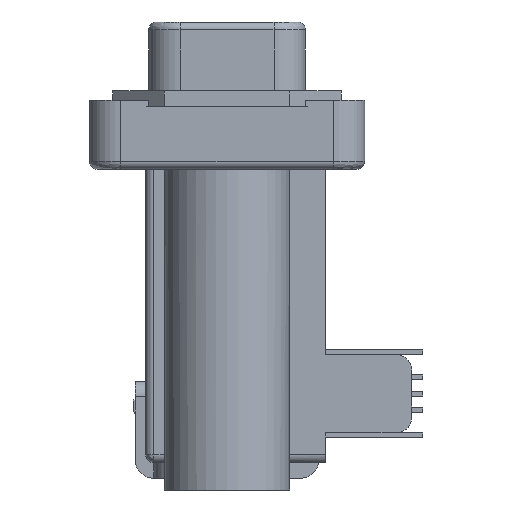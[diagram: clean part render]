
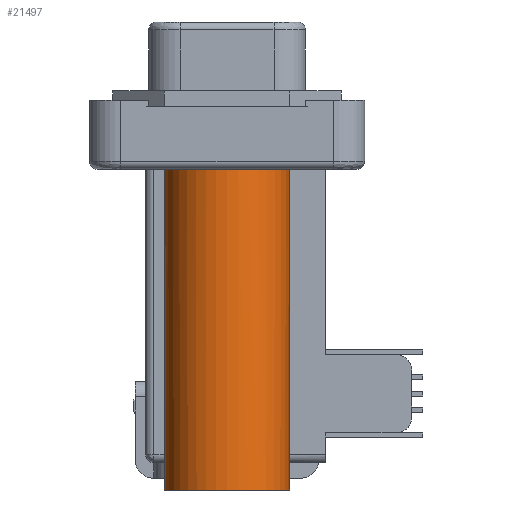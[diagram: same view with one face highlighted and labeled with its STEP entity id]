
A CAD part, left-side view. The second image highlights one B-rep face of the part: STEP entity #21497.
In plain terms, the highlighted cylindrical face has radius 2 mm (diameter 4 mm), a partial arc.
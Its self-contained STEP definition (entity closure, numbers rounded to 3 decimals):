
#139 = LINE ( 'NONE', #11139, #7403 ) ;
#188 = DIRECTION ( 'NONE',  ( 1., 0., 0. ) ) ;
#1789 = DIRECTION ( 'NONE',  ( 0., 0., 1. ) ) ;
#1812 = CIRCLE ( 'NONE', #14262, 2. ) ;
#1976 = DIRECTION ( 'NONE',  ( 0., 0., -1. ) ) ;
#2242 = CARTESIAN_POINT ( 'NONE',  ( -9.25, 2., -2. ) ) ;
#2306 = CARTESIAN_POINT ( 'NONE',  ( -9.25, 0., -31.107 ) ) ;
#2516 = AXIS2_PLACEMENT_3D ( 'NONE', #2306, #1789, #188 ) ;
#3133 = CARTESIAN_POINT ( 'NONE',  ( -9., 1.984, -12.25 ) ) ;
#3350 = DIRECTION ( 'NONE',  ( 0., 0., 1. ) ) ;
#4011 = ORIENTED_EDGE ( 'NONE', *, *, #10631, .T. ) ;
#4115 = EDGE_CURVE ( 'NONE', #9866, #20049, #17116, .T. ) ;
#4450 = VECTOR ( 'NONE', #3350, 1000. ) ;
#5521 = CARTESIAN_POINT ( 'NONE',  ( -9., -1.984, -11.375 ) ) ;
#5595 = CARTESIAN_POINT ( 'NONE',  ( -9.13, 1.997, -11.348 ) ) ;
#5640 = CARTESIAN_POINT ( 'NONE',  ( -9.066, -1.993, -11.375 ) ) ;
#6458 = CARTESIAN_POINT ( 'NONE',  ( -9., -1.984, -12.25 ) ) ;
#6596 = AXIS2_PLACEMENT_3D ( 'NONE', #9045, #22001, #23709 ) ;
#6686 = VERTEX_POINT ( 'NONE', #2242 ) ;
#7214 = CARTESIAN_POINT ( 'NONE',  ( -9.25, -2., -11.191 ) ) ;
#7403 = VECTOR ( 'NONE', #1976, 1000. ) ;
#8621 = VERTEX_POINT ( 'NONE', #13513 ) ;
#8628 = CARTESIAN_POINT ( 'NONE',  ( -9., -1.984, -12.25 ) ) ;
#8734 = DIRECTION ( 'NONE',  ( 0., 0., -1. ) ) ;
#8752 = EDGE_CURVE ( 'NONE', #17549, #6686, #1812, .T. ) ;
#8758 = VERTEX_POINT ( 'NONE', #23878 ) ;
#9045 = CARTESIAN_POINT ( 'NONE',  ( -9.25, 0., -12.25 ) ) ;
#9295 = CARTESIAN_POINT ( 'NONE',  ( -9.13, -1.997, -11.348 ) ) ;
#9406 = CARTESIAN_POINT ( 'NONE',  ( -9.25, -2., -11.125 ) ) ;
#9553 = ORIENTED_EDGE ( 'NONE', *, *, #14146, .T. ) ;
#9694 = EDGE_LOOP ( 'NONE', ( #9553, #12868, #15030, #13474, #11189, #16612, #21052, #4011 ) ) ;
#9866 = VERTEX_POINT ( 'NONE', #3133 ) ;
#10446 = DIRECTION ( 'NONE',  ( 1., 0., 0. ) ) ;
#10631 = EDGE_CURVE ( 'NONE', #8758, #11264, #17815, .T. ) ;
#11139 = CARTESIAN_POINT ( 'NONE',  ( -9., 1.984, -12.25 ) ) ;
#11189 = ORIENTED_EDGE ( 'NONE', *, *, #19919, .T. ) ;
#11264 = VERTEX_POINT ( 'NONE', #13152 ) ;
#11266 = EDGE_CURVE ( 'NONE', #11310, #8621, #21658, .T. ) ;
#11308 = DIRECTION ( 'NONE',  ( 0., 0., -1. ) ) ;
#11310 = VERTEX_POINT ( 'NONE', #11442 ) ;
#11442 = CARTESIAN_POINT ( 'NONE',  ( -9.25, 2., -11.125 ) ) ;
#11585 = FACE_OUTER_BOUND ( 'NONE', #9694, .T. ) ;
#12068 = LINE ( 'NONE', #6458, #14557 ) ;
#12185 = EDGE_CURVE ( 'NONE', #20049, #8758, #12068, .T. ) ;
#12868 = ORIENTED_EDGE ( 'NONE', *, *, #8752, .T. ) ;
#13077 = CARTESIAN_POINT ( 'NONE',  ( -9.223, -2., -11.256 ) ) ;
#13152 = CARTESIAN_POINT ( 'NONE',  ( -9.25, -2., -11.125 ) ) ;
#13266 = CARTESIAN_POINT ( 'NONE',  ( -9.25, 2., -11.125 ) ) ;
#13474 = ORIENTED_EDGE ( 'NONE', *, *, #11266, .T. ) ;
#13513 = CARTESIAN_POINT ( 'NONE',  ( -9., 1.984, -11.375 ) ) ;
#13825 = VECTOR ( 'NONE', #11308, 1000. ) ;
#14038 = CARTESIAN_POINT ( 'NONE',  ( -9.25, -2., -2. ) ) ;
#14146 = EDGE_CURVE ( 'NONE', #11264, #17549, #23737, .T. ) ;
#14262 = AXIS2_PLACEMENT_3D ( 'NONE', #14475, #8734, #10446 ) ;
#14475 = CARTESIAN_POINT ( 'NONE',  ( -9.25, 0., -2. ) ) ;
#14557 = VECTOR ( 'NONE', #19504, 1000. ) ;
#15030 = ORIENTED_EDGE ( 'NONE', *, *, #21624, .T. ) ;
#16564 = CARTESIAN_POINT ( 'NONE',  ( -9.066, 1.993, -11.375 ) ) ;
#16612 = ORIENTED_EDGE ( 'NONE', *, *, #4115, .T. ) ;
#17116 = CIRCLE ( 'NONE', #6596, 2. ) ;
#17549 = VERTEX_POINT ( 'NONE', #14038 ) ;
#17815 = B_SPLINE_CURVE_WITH_KNOTS ( 'NONE', 3,
 ( #5521, #5640, #9295, #13077, #7214, #9406 ),
 .UNSPECIFIED., .F., .F.,
 ( 4, 2, 4 ),
 ( 0., 0., 0. ),
 .UNSPECIFIED. ) ;
#18526 = CARTESIAN_POINT ( 'NONE',  ( -9.223, 2., -11.256 ) ) ;
#18745 = CARTESIAN_POINT ( 'NONE',  ( -9.25, 2., -31.107 ) ) ;
#19031 = CYLINDRICAL_SURFACE ( 'NONE', #2516, 2. ) ;
#19504 = DIRECTION ( 'NONE',  ( 0., 0., 1. ) ) ;
#19919 = EDGE_CURVE ( 'NONE', #8621, #9866, #139, .T. ) ;
#20049 = VERTEX_POINT ( 'NONE', #8628 ) ;
#20186 = CARTESIAN_POINT ( 'NONE',  ( -9.25, -2., -31.107 ) ) ;
#21052 = ORIENTED_EDGE ( 'NONE', *, *, #12185, .T. ) ;
#21497 = ADVANCED_FACE ( 'NONE', ( #11585 ), #19031, .T. ) ;
#21624 = EDGE_CURVE ( 'NONE', #6686, #11310, #22185, .T. ) ;
#21658 = B_SPLINE_CURVE_WITH_KNOTS ( 'NONE', 3,
 ( #13266, #24146, #18526, #5595, #16564, #24025 ),
 .UNSPECIFIED., .F., .F.,
 ( 4, 2, 4 ),
 ( 0., 0., 0. ),
 .UNSPECIFIED. ) ;
#22001 = DIRECTION ( 'NONE',  ( 0., 0., 1. ) ) ;
#22185 = LINE ( 'NONE', #18745, #13825 ) ;
#23709 = DIRECTION ( 'NONE',  ( 1., 0., 0. ) ) ;
#23737 = LINE ( 'NONE', #20186, #4450 ) ;
#23878 = CARTESIAN_POINT ( 'NONE',  ( -9., -1.984, -11.375 ) ) ;
#24025 = CARTESIAN_POINT ( 'NONE',  ( -9., 1.984, -11.375 ) ) ;
#24146 = CARTESIAN_POINT ( 'NONE',  ( -9.25, 2., -11.191 ) ) ;
